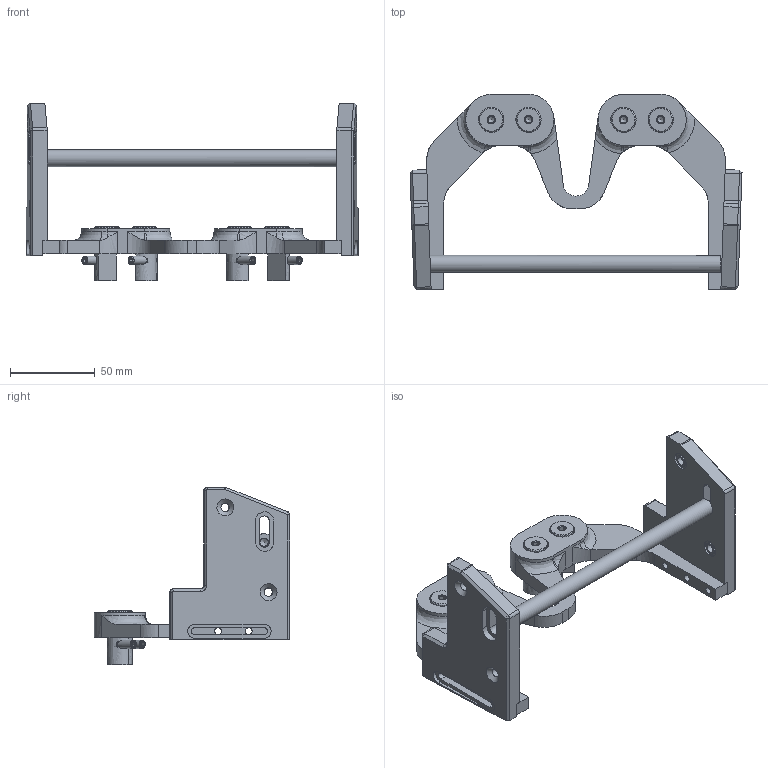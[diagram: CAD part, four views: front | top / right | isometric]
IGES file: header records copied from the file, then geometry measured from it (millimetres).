
Global section: file name: MRI MIRROR STEREOSCOPE; native system: Autodesk Inventor 2020; preprocessor: unknown; author: taconj; date: 20210826.074129; units: millimetre
Bounding box: 195.88 x 115.21 x 104.9 mm (x, y, z)
Volume: 180634.1 mm3; surface area: 68216.9 mm2
Topology: 16 solids, 16 shells, 669 faces, 1860 edges, 1195 vertices
Faces by surface type: bspline 669
